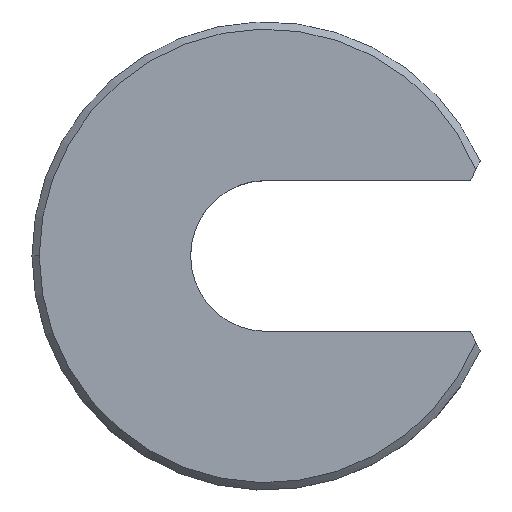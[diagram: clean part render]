
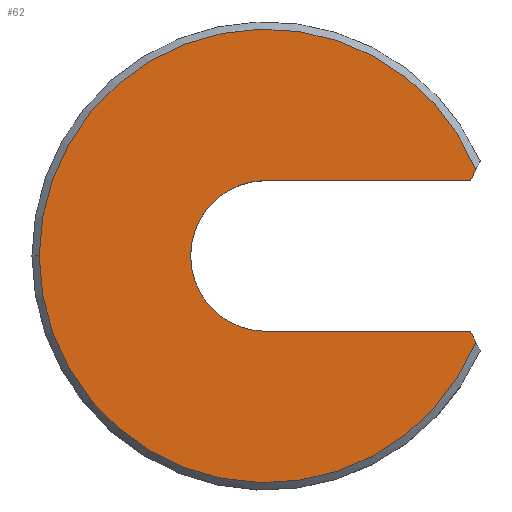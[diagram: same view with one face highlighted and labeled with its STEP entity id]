
A CAD part, top view. The second image highlights one B-rep face of the part: STEP entity #62.
In plain terms, the highlighted planar face has unit normal (0, 0, 1).
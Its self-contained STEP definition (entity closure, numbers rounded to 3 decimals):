
#17 = VERTEX_POINT ( 'NONE', #181 ) ;
#38 = VERTEX_POINT ( 'NONE', #145 ) ;
#43 = ORIENTED_EDGE ( 'NONE', *, *, #114, .F. ) ;
#44 = EDGE_CURVE ( 'NONE', #38, #126, #244, .T. ) ;
#49 = VERTEX_POINT ( 'NONE', #212 ) ;
#50 = EDGE_CURVE ( 'NONE', #87, #49, #178, .T. ) ;
#62 = ADVANCED_FACE ( 'NONE', ( #354 ), #377, .T. ) ;
#86 = VERTEX_POINT ( 'NONE', #422 ) ;
#87 = VERTEX_POINT ( 'NONE', #458 ) ;
#88 = ORIENTED_EDGE ( 'NONE', *, *, #89, .F. ) ;
#89 = EDGE_CURVE ( 'NONE', #87, #86, #456, .T. ) ;
#90 = EDGE_LOOP ( 'NONE', ( #88, #122, #124, #121, #125, #117, #43 ) ) ;
#99 = EDGE_CURVE ( 'NONE', #100, #17, #439, .T. ) ;
#100 = VERTEX_POINT ( 'NONE', #407 ) ;
#114 = EDGE_CURVE ( 'NONE', #86, #38, #535, .T. ) ;
#117 = ORIENTED_EDGE ( 'NONE', *, *, #44, .F. ) ;
#121 = ORIENTED_EDGE ( 'NONE', *, *, #99, .T. ) ;
#122 = ORIENTED_EDGE ( 'NONE', *, *, #50, .T. ) ;
#123 = EDGE_CURVE ( 'NONE', #49, #100, #498, .T. ) ;
#124 = ORIENTED_EDGE ( 'NONE', *, *, #123, .T. ) ;
#125 = ORIENTED_EDGE ( 'NONE', *, *, #127, .T. ) ;
#126 = VERTEX_POINT ( 'NONE', #496 ) ;
#127 = EDGE_CURVE ( 'NONE', #17, #126, #489, .T. ) ;
#145 = CARTESIAN_POINT ( 'NONE',  ( 0., -5.159, 0. ) ) ;
#175 = DIRECTION ( 'NONE',  ( 0.441, 0.897, 0. ) ) ;
#176 = VECTOR ( 'NONE', #175, 1000. ) ;
#177 = CARTESIAN_POINT ( 'NONE',  ( 9.201, -4.525, 0. ) ) ;
#178 = LINE ( 'NONE', #177, #176 ) ;
#181 = CARTESIAN_POINT ( 'NONE',  ( 14.331, -5.906, 0. ) ) ;
#212 = CARTESIAN_POINT ( 'NONE',  ( 14.331, 5.906, 0. ) ) ;
#229 = DIRECTION ( 'NONE',  ( 1., 0., 0. ) ) ;
#230 = VECTOR ( 'NONE', #229, 1000. ) ;
#243 = CARTESIAN_POINT ( 'NONE',  ( 16., -5.159, 0. ) ) ;
#244 = LINE ( 'NONE', #243, #230 ) ;
#351 = DIRECTION ( 'NONE',  ( 1., 0., 0. ) ) ;
#352 = DIRECTION ( 'NONE',  ( 0., 0., 1. ) ) ;
#353 = AXIS2_PLACEMENT_3D ( 'NONE', #358, #352, #351 ) ;
#354 = FACE_OUTER_BOUND ( 'NONE', #90, .T. ) ;
#358 = CARTESIAN_POINT ( 'NONE',  ( 0., 0., 0. ) ) ;
#377 = PLANE ( 'NONE',  #353 ) ;
#401 = DIRECTION ( 'NONE',  ( 1., 0., 0. ) ) ;
#402 = DIRECTION ( 'NONE',  ( 0., 0., 1. ) ) ;
#403 = CARTESIAN_POINT ( 'NONE',  ( 0., 0., 0. ) ) ;
#404 = AXIS2_PLACEMENT_3D ( 'NONE', #403, #402, #401 ) ;
#407 = CARTESIAN_POINT ( 'NONE',  ( -15.5, 0., 0. ) ) ;
#422 = CARTESIAN_POINT ( 'NONE',  ( 0., 5.159, 0. ) ) ;
#439 = CIRCLE ( 'NONE', #404, 15.5 ) ;
#453 = DIRECTION ( 'NONE',  ( -1., 0., 0. ) ) ;
#454 = VECTOR ( 'NONE', #453, 1000. ) ;
#455 = CARTESIAN_POINT ( 'NONE',  ( 0., 5.159, 0. ) ) ;
#456 = LINE ( 'NONE', #455, #454 ) ;
#458 = CARTESIAN_POINT ( 'NONE',  ( 13.963, 5.159, 0. ) ) ;
#478 = DIRECTION ( 'NONE',  ( -0.441, 0.897, 0. ) ) ;
#479 = VECTOR ( 'NONE', #478, 1000. ) ;
#489 = LINE ( 'NONE', #505, #479 ) ;
#490 = DIRECTION ( 'NONE',  ( 1., 0., 0. ) ) ;
#491 = DIRECTION ( 'NONE',  ( 0., 0., 1. ) ) ;
#492 = CARTESIAN_POINT ( 'NONE',  ( 0., 0., 0. ) ) ;
#496 = CARTESIAN_POINT ( 'NONE',  ( 13.963, -5.159, 0. ) ) ;
#498 = CIRCLE ( 'NONE', #539, 15.5 ) ;
#499 = DIRECTION ( 'NONE',  ( 1., 0., 0. ) ) ;
#500 = DIRECTION ( 'NONE',  ( 0., 0., 1. ) ) ;
#501 = CARTESIAN_POINT ( 'NONE',  ( 0., 0., 0. ) ) ;
#505 = CARTESIAN_POINT ( 'NONE',  ( 9.201, 4.525, 0. ) ) ;
#506 = AXIS2_PLACEMENT_3D ( 'NONE', #501, #500, #499 ) ;
#535 = CIRCLE ( 'NONE', #506, 5.159 ) ;
#539 = AXIS2_PLACEMENT_3D ( 'NONE', #492, #491, #490 ) ;
